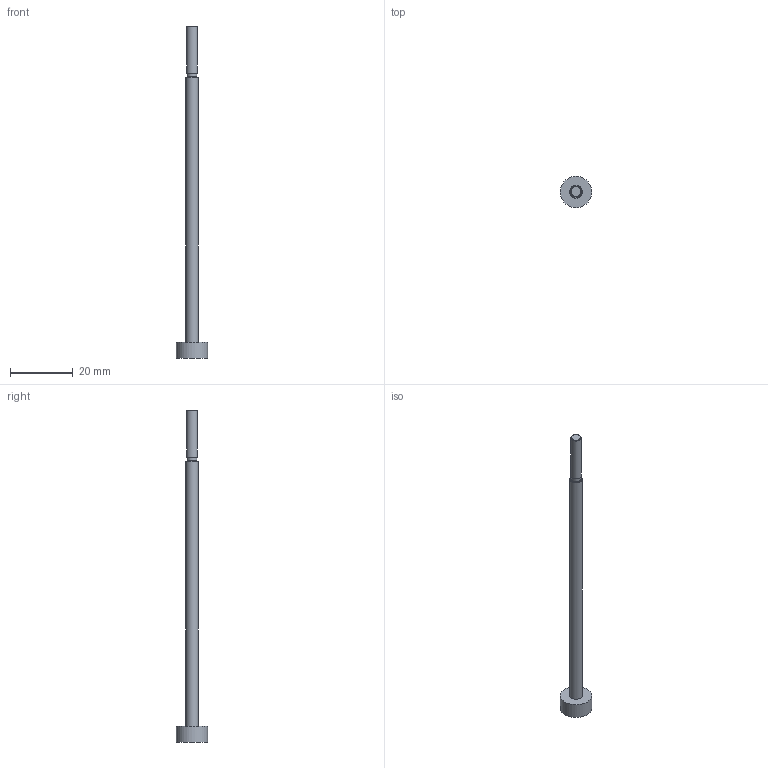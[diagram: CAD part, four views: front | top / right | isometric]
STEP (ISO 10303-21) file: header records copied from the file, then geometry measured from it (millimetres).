
FILE_DESCRIPTION(/* description */ (''),/* implementation_level */ '2;1');
FILE_NAME(/* name */ 'Bi-directional Cylinder Shaft v1.step',/* time_stamp */ '2021-12-05T01:39:09-08:00',/* author */ (''),/* organization */ (''),/* preprocessor_version */ 'ST-DEVELOPER v18.1',/* originating_system */ 'Autodesk Translation Framework v10.10.0.1391',/* authorisation */ '');
FILE_SCHEMA (('AUTOMOTIVE_DESIGN { 1 0 10303 214 3 1 1 }'));
Length unit declared in the file: millimetre
Products named in the file (2): Bi-directional Cylinder Shaft; NCJ2D10-200.step_NCJ2-Rod_10
Assembly tree (1 placements, depth 2):
  Bi-directional Cylinder Shaft
    NCJ2D10-200.step_NCJ2-Rod_10
Bounding box: 10 x 10 x 105.8 mm (x, y, z)
Volume: 1608.6 mm3; surface area: 1555.3 mm2
Topology: 1 solids, 1 shells, 11 faces, 16 edges, 10 vertices
Faces by surface type: plane 5, cylinder 4, cone 2
Full cylindrical faces by diameter (mm): 3.1 x1, 3.505 x1, 4 x1, 10 x1
Entity records: 297 total; most frequent: DIRECTION 54, CARTESIAN_POINT 40, ORIENTED_EDGE 32, AXIS2_PLACEMENT_3D 24, EDGE_CURVE 16, EDGE_LOOP 14, FACE_OUTER_BOUND 11, ADVANCED_FACE 11
